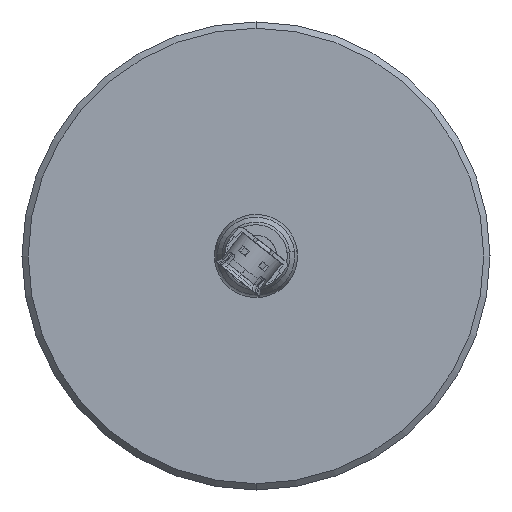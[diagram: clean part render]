
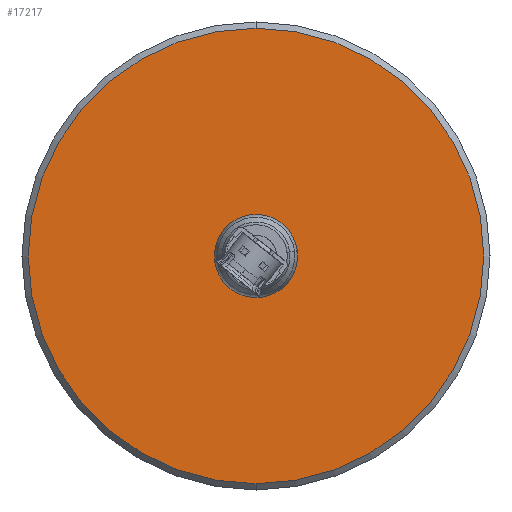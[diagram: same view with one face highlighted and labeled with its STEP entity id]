
A CAD part, front view. The second image highlights one B-rep face of the part: STEP entity #17217.
In plain terms, the highlighted planar face has unit normal (0, -1, 0).
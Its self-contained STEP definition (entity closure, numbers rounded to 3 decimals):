
#1029 = CARTESIAN_POINT ( 'NONE',  ( -11.25, 0., 0. ) ) ;
#3220 = DIRECTION ( 'NONE',  ( 0., -1., 0. ) ) ;
#10431 = EDGE_CURVE ( 'NONE', #56246, #53727, #106810, .T. ) ;
#13137 = DIRECTION ( 'NONE',  ( 0., 0., -1. ) ) ;
#17217 = ADVANCED_FACE ( 'NONE', ( #25389, #110067 ), #127031, .T. ) ;
#22272 = DIRECTION ( 'NONE',  ( 0., 0., -1. ) ) ;
#24824 = CIRCLE ( 'NONE', #111639, 10.95 ) ;
#25389 = FACE_BOUND ( 'NONE', #34272, .T. ) ;
#26855 = DIRECTION ( 'NONE',  ( 0., -1., 0. ) ) ;
#34161 = ORIENTED_EDGE ( 'NONE', *, *, #133679, .T. ) ;
#34272 = EDGE_LOOP ( 'NONE', ( #102832, #144492 ) ) ;
#37461 = DIRECTION ( 'NONE',  ( 0., 0., -1. ) ) ;
#37751 = DIRECTION ( 'NONE',  ( 0., -1., 0. ) ) ;
#41255 = AXIS2_PLACEMENT_3D ( 'NONE', #72207, #26855, #37461 ) ;
#42777 = AXIS2_PLACEMENT_3D ( 'NONE', #148269, #91270, #22272 ) ;
#43014 = CARTESIAN_POINT ( 'NONE',  ( 0., 0., 10.95 ) ) ;
#50296 = DIRECTION ( 'NONE',  ( 0., 0., -1. ) ) ;
#53727 = VERTEX_POINT ( 'NONE', #105293 ) ;
#54437 = CARTESIAN_POINT ( 'NONE',  ( 0., 0., 1.5 ) ) ;
#55116 = AXIS2_PLACEMENT_3D ( 'NONE', #82851, #3220, #93947 ) ;
#56246 = VERTEX_POINT ( 'NONE', #54437 ) ;
#61628 = EDGE_LOOP ( 'NONE', ( #78957, #34161 ) ) ;
#66578 = AXIS2_PLACEMENT_3D ( 'NONE', #1029, #82143, #13137 ) ;
#67802 = EDGE_CURVE ( 'NONE', #53727, #56246, #95916, .T. ) ;
#72207 = CARTESIAN_POINT ( 'NONE',  ( 0., 0., 0. ) ) ;
#73332 = VERTEX_POINT ( 'NONE', #43014 ) ;
#78957 = ORIENTED_EDGE ( 'NONE', *, *, #137176, .T. ) ;
#82143 = DIRECTION ( 'NONE',  ( 0., -1., 0. ) ) ;
#82851 = CARTESIAN_POINT ( 'NONE',  ( 0., 0., 0. ) ) ;
#91270 = DIRECTION ( 'NONE',  ( 0., -1., 0. ) ) ;
#92979 = CIRCLE ( 'NONE', #41255, 10.95 ) ;
#93947 = DIRECTION ( 'NONE',  ( 0., 0., -1. ) ) ;
#95916 = CIRCLE ( 'NONE', #42777, 1.5 ) ;
#102832 = ORIENTED_EDGE ( 'NONE', *, *, #10431, .F. ) ;
#105293 = CARTESIAN_POINT ( 'NONE',  ( 0., 0., -1.5 ) ) ;
#106810 = CIRCLE ( 'NONE', #55116, 1.5 ) ;
#110067 = FACE_OUTER_BOUND ( 'NONE', #61628, .T. ) ;
#111639 = AXIS2_PLACEMENT_3D ( 'NONE', #129985, #37751, #50296 ) ;
#120098 = VERTEX_POINT ( 'NONE', #121125 ) ;
#121125 = CARTESIAN_POINT ( 'NONE',  ( 0., 0., -10.95 ) ) ;
#127031 = PLANE ( 'NONE',  #66578 ) ;
#129985 = CARTESIAN_POINT ( 'NONE',  ( 0., 0., 0. ) ) ;
#133679 = EDGE_CURVE ( 'NONE', #120098, #73332, #24824, .T. ) ;
#137176 = EDGE_CURVE ( 'NONE', #73332, #120098, #92979, .T. ) ;
#144492 = ORIENTED_EDGE ( 'NONE', *, *, #67802, .F. ) ;
#148269 = CARTESIAN_POINT ( 'NONE',  ( 0., 0., 0. ) ) ;
